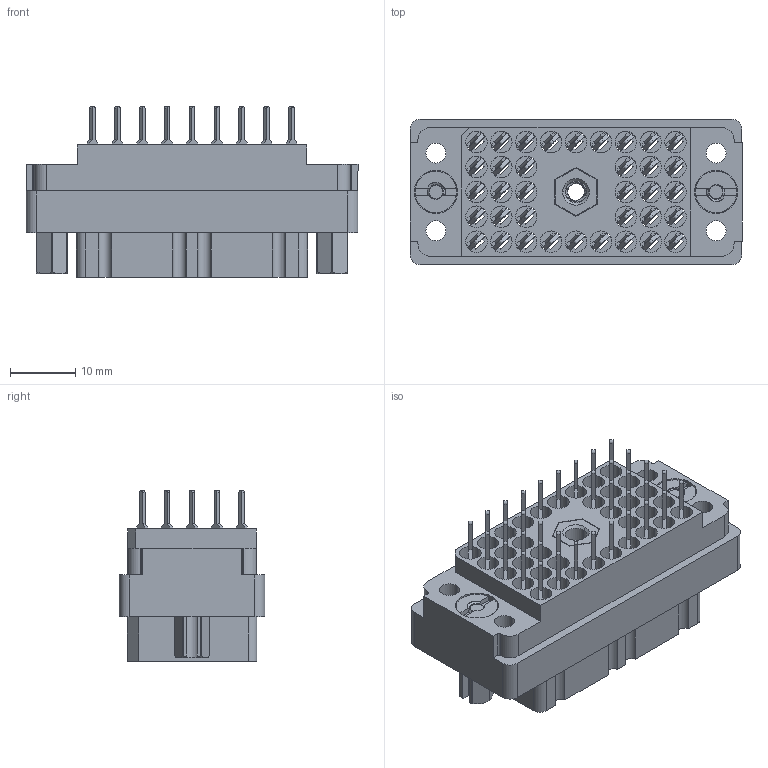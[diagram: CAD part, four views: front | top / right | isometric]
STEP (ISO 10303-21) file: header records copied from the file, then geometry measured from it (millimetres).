
FILE_DESCRIPTION (( 'STEP AP203' ), '1' );
FILE_NAME ('519-036-520-402.STEP', '2020-09-09T21:12:59', ( '' ), ( '' ), 'SwSTEP 2.0', 'SolidWorks 2020', '' );
FILE_SCHEMA (( 'CONFIG_CONTROL_DESIGN' ));
Length unit declared in the file: inch
Products named in the file (7): 516-292-001_520 Contact; 519 Receptacle Insulator_036; 516-252-035-100_516-252-035-100; 519-036-520-402; 516-252-021-102_038; 516-221-038-102_039; 516-221-038-102_038
Assembly tree (42 placements, depth 2):
  519-036-520-402
    519 Receptacle Insulator_036
    516-292-001_520 Contact  x36
    516-252-035-100_516-252-035-100
    516-252-021-102_038  x2
    516-221-038-102_038
    516-221-038-102_039
Bounding box: 50.8 x 22.25 x 26.14 mm (x, y, z)
Volume: 12931.4 mm3; surface area: 21377.7 mm2
Topology: 42 solids, 42 shells, 3659 faces, 10563 edges, 7004 vertices
Faces by surface type: plane 2181, cylinder 1184, bspline 250, cone 44
Entity records: 44911 total; most frequent: CARTESIAN_POINT 13737, ORIENTED_EDGE 6378, DIRECTION 5963, EDGE_CURVE 3189, VECTOR 2157, LINE 2157, VERTEX_POINT 2114, AXIS2_PLACEMENT_3D 1903
